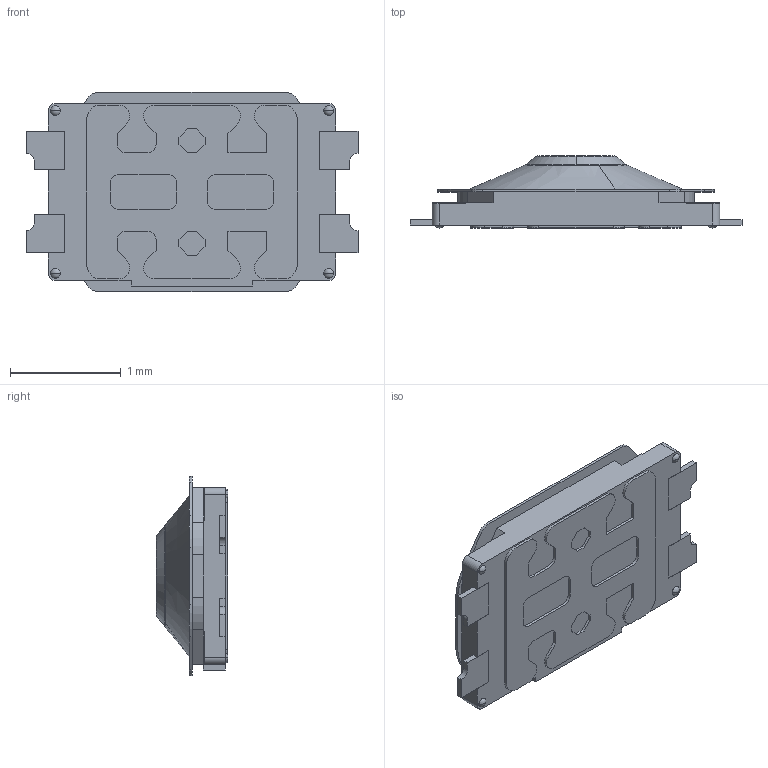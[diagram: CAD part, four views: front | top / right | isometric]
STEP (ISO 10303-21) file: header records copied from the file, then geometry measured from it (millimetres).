
FILE_DESCRIPTION (( 'STEP AP214' ), '1' );
FILE_NAME ('EVP-BB4A9B000.STEP', '2024-02-26T00:43:49', ( '' ), ( '' ), 'SwSTEP 2.0', 'SolidWorks 2021', '' );
FILE_SCHEMA (( 'AUTOMOTIVE_DESIGN' ));
Length unit declared in the file: millimetre
Products named in the file (1): EVP-BB4A9B000
Bounding box: 3 x 0.65 x 1.8 mm (x, y, z)
Volume: 1.7 mm3; surface area: 31.7 mm2
Topology: 9 solids, 9 shells, 206 faces, 558 edges, 374 vertices
Faces by surface type: plane 142, cylinder 48, sphere 8, torus 4, cone 2, bspline 2
Entity records: 6760 total; most frequent: CARTESIAN_POINT 1307, ORIENTED_EDGE 1116, DIRECTION 1096, EDGE_CURVE 558, LINE 426, VECTOR 426, VERTEX_POINT 374, AXIS2_PLACEMENT_3D 335
